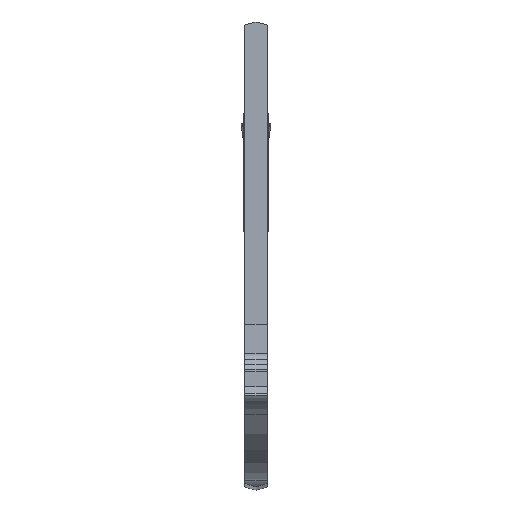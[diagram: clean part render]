
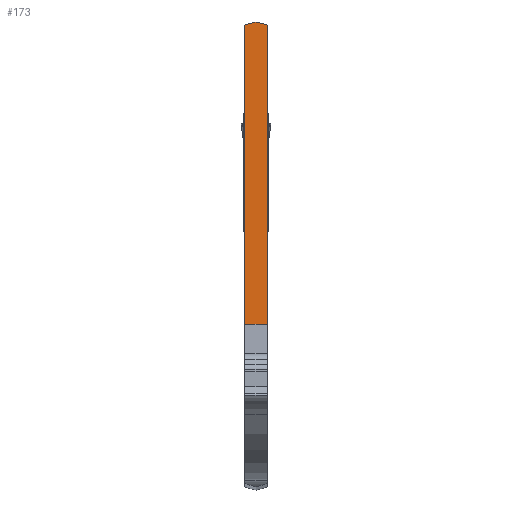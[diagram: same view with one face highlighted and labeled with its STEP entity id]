
A CAD part, top view. The second image highlights one B-rep face of the part: STEP entity #173.
In plain terms, the highlighted planar face has unit normal (0, 0, 1).
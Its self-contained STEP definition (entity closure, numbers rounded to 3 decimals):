
#173=ADVANCED_FACE('',(#334),#239,.T.);
#239=PLANE('',#2474);
#334=FACE_OUTER_BOUND('',#440,.T.);
#440=EDGE_LOOP('',(#950,#951,#952,#953,#954));
#950=ORIENTED_EDGE('',*,*,#1401,.F.);
#951=ORIENTED_EDGE('',*,*,#1512,.F.);
#952=ORIENTED_EDGE('',*,*,#1510,.T.);
#953=ORIENTED_EDGE('',*,*,#1513,.F.);
#954=ORIENTED_EDGE('',*,*,#1427,.T.);
#1154=VERTEX_POINT('',#3993);
#1156=VERTEX_POINT('',#3996);
#1180=VERTEX_POINT('',#4048);
#1243=VERTEX_POINT('',#4211);
#1244=VERTEX_POINT('',#4213);
#1401=EDGE_CURVE('',#1154,#1156,#1900,.T.);
#1427=EDGE_CURVE('',#1180,#1156,#1914,.T.);
#1510=EDGE_CURVE('',#1244,#1243,#1971,.T.);
#1512=EDGE_CURVE('',#1244,#1154,#1973,.T.);
#1513=EDGE_CURVE('',#1180,#1243,#1974,.T.);
#1900=LINE('',#3995,#2111);
#1914=LINE('',#4047,#2125);
#1971=LINE('',#4212,#2182);
#1973=LINE('',#4216,#2184);
#1974=LINE('',#4218,#2185);
#2111=VECTOR('',#2804,1.);
#2125=VECTOR('',#2846,1.);
#2182=VECTOR('',#2991,1.);
#2184=VECTOR('',#2995,1.);
#2185=VECTOR('',#2998,1.);
#2474=AXIS2_PLACEMENT_3D('',#4219,#2999,#3000);
#2804=DIRECTION('',(0.966,-0.259,0.));
#2846=DIRECTION('',(0.,1.,0.));
#2991=DIRECTION('',(0.,-1.,0.));
#2995=DIRECTION('',(0.966,0.259,0.));
#2998=DIRECTION('',(-1.,0.,0.));
#2999=DIRECTION('',(0.,0.,1.));
#3000=DIRECTION('',(0.,-1.,0.));
#3993=CARTESIAN_POINT('',(-0.775,31.79,0.));
#3995=CARTESIAN_POINT('',(-0.775,31.79,0.));
#3996=CARTESIAN_POINT('',(0.,31.582,0.));
#4047=CARTESIAN_POINT('',(0.,11.238,0.));
#4048=CARTESIAN_POINT('',(0.,11.238,0.));
#4211=CARTESIAN_POINT('',(-1.55,11.238,0.));
#4212=CARTESIAN_POINT('',(-1.55,31.582,0.));
#4213=CARTESIAN_POINT('',(-1.55,31.582,0.));
#4216=CARTESIAN_POINT('',(-1.55,31.582,0.));
#4218=CARTESIAN_POINT('',(0.,11.238,0.));
#4219=CARTESIAN_POINT('',(-0.775,21.514,0.));
